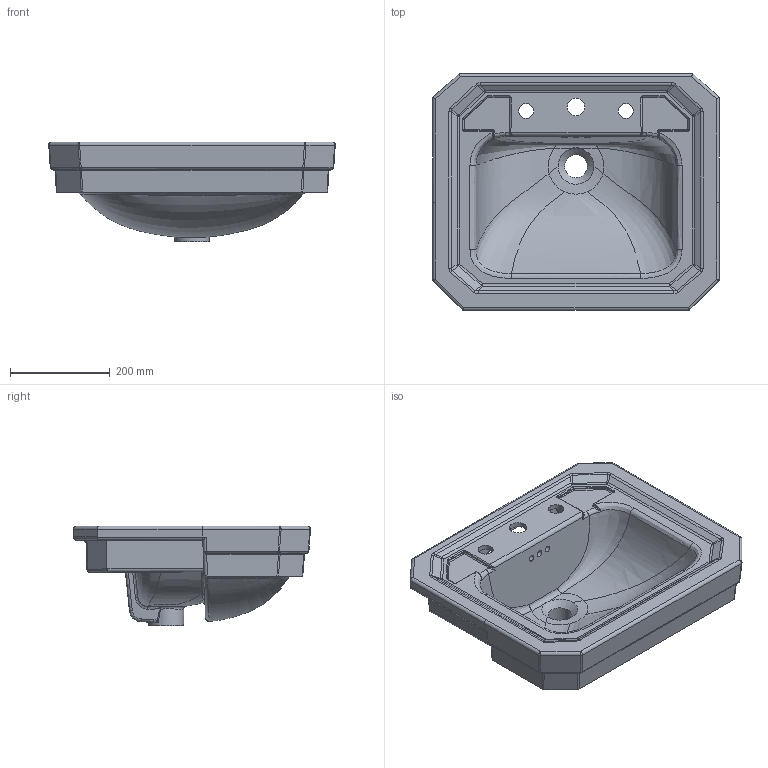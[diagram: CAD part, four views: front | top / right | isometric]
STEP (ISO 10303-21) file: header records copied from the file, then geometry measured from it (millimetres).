
FILE_DESCRIPTION(/* description */ (''),/* implementation_level */ '2;1');
FILE_NAME(/* name */ 'FLY244单双孔.stp',/* time_stamp */ '2021-10-30T17:51:22+08:00',/* author */ (''),/* organization */ (''),/* preprocessor_version */ 'ST-DEVELOPER v16',/* originating_system */ 'SIEMENS PLM Software NX 10.0',/* authorisation */ '');
FILE_SCHEMA (('AUTOMOTIVE_DESIGN { 1 0 10303 214 3 1 1 1 }'));
Length unit declared in the file: millimetre
Products named in the file (1): Admi1B844187s8bo
Bounding box: 574.19 x 474.72 x 200 mm (x, y, z)
Volume: 15414759.5 mm3; surface area: 870090.8 mm2
Topology: 1 solids, 1 shells, 388 faces, 976 edges, 554 vertices
Faces by surface type: bspline 178, cylinder 109, plane 71, sphere 27, extrusion 2, cone 1
Full cylindrical faces by diameter (mm): 12 x3, 30 x2, 35 x1, 46 x1
Entity records: 28589 total; most frequent: CARTESIAN_POINT 20808, ORIENTED_EDGE 1848, DIRECTION 1281, EDGE_CURVE 924, VERTEX_POINT 551, AXIS2_PLACEMENT_3D 520, EDGE_LOOP 409, ADVANCED_FACE 388
